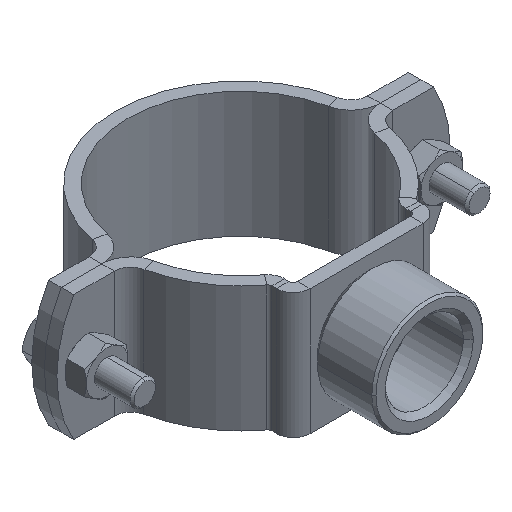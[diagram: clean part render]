
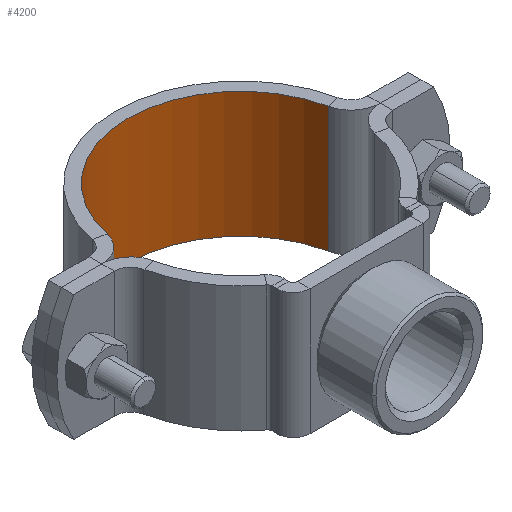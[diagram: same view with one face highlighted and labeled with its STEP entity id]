
A CAD part, isometric view. The second image highlights one B-rep face of the part: STEP entity #4200.
In plain terms, the highlighted cylindrical face has radius 27 mm (diameter 54 mm), a partial arc.
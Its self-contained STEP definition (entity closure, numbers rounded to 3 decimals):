
#197 = DIRECTION ( 'NONE',  ( 0., 0., 1. ) ) ;
#281 = CARTESIAN_POINT ( 'NONE',  ( 0., 0., 15. ) ) ;
#344 = CARTESIAN_POINT ( 'NONE',  ( -26.422, -5.559, 15. ) ) ;
#421 = VERTEX_POINT ( 'NONE', #461 ) ;
#461 = CARTESIAN_POINT ( 'NONE',  ( -26.422, -5.559, -15. ) ) ;
#498 = DIRECTION ( 'NONE',  ( 0., 0., -1. ) ) ;
#551 = EDGE_CURVE ( 'NONE', #421, #3541, #3163, .T. ) ;
#580 = VECTOR ( 'NONE', #907, 1000. ) ;
#811 = CIRCLE ( 'NONE', #815, 27. ) ;
#815 = AXIS2_PLACEMENT_3D ( 'NONE', #281, #1840, #3375 ) ;
#861 = EDGE_CURVE ( 'NONE', #2983, #3541, #2820, .T. ) ;
#881 = LINE ( 'NONE', #2412, #3064 ) ;
#892 = FACE_OUTER_BOUND ( 'NONE', #1556, .T. ) ;
#907 = DIRECTION ( 'NONE',  ( 0., 0., -1. ) ) ;
#994 = AXIS2_PLACEMENT_3D ( 'NONE', #3658, #197, #1758 ) ;
#1073 = ORIENTED_EDGE ( 'NONE', *, *, #551, .F. ) ;
#1177 = VERTEX_POINT ( 'NONE', #344 ) ;
#1465 = EDGE_CURVE ( 'NONE', #1177, #2983, #811, .T. ) ;
#1556 = EDGE_LOOP ( 'NONE', ( #1073, #3548, #4288, #1976 ) ) ;
#1758 = DIRECTION ( 'NONE',  ( 1., 0., 0. ) ) ;
#1840 = DIRECTION ( 'NONE',  ( 0., 0., 1. ) ) ;
#1976 = ORIENTED_EDGE ( 'NONE', *, *, #861, .T. ) ;
#2040 = DIRECTION ( 'NONE',  ( -1., 0., 0. ) ) ;
#2412 = CARTESIAN_POINT ( 'NONE',  ( -26.422, -5.559, 15. ) ) ;
#2426 = CYLINDRICAL_SURFACE ( 'NONE', #3217, 27. ) ;
#2820 = LINE ( 'NONE', #4320, #580 ) ;
#2983 = VERTEX_POINT ( 'NONE', #3461 ) ;
#3064 = VECTOR ( 'NONE', #3935, 1000. ) ;
#3101 = EDGE_CURVE ( 'NONE', #1177, #421, #881, .T. ) ;
#3163 = CIRCLE ( 'NONE', #994, 27. ) ;
#3217 = AXIS2_PLACEMENT_3D ( 'NONE', #3945, #498, #2040 ) ;
#3375 = DIRECTION ( 'NONE',  ( 1., 0., 0. ) ) ;
#3454 = CARTESIAN_POINT ( 'NONE',  ( 26.422, -5.559, -15. ) ) ;
#3461 = CARTESIAN_POINT ( 'NONE',  ( 26.422, -5.559, 15. ) ) ;
#3541 = VERTEX_POINT ( 'NONE', #3454 ) ;
#3548 = ORIENTED_EDGE ( 'NONE', *, *, #3101, .F. ) ;
#3658 = CARTESIAN_POINT ( 'NONE',  ( 0., 0., -15. ) ) ;
#3935 = DIRECTION ( 'NONE',  ( 0., 0., -1. ) ) ;
#3945 = CARTESIAN_POINT ( 'NONE',  ( 0., 0., 15. ) ) ;
#4200 = ADVANCED_FACE ( 'NONE', ( #892 ), #2426, .F. ) ;
#4288 = ORIENTED_EDGE ( 'NONE', *, *, #1465, .T. ) ;
#4320 = CARTESIAN_POINT ( 'NONE',  ( 26.422, -5.559, 15. ) ) ;
